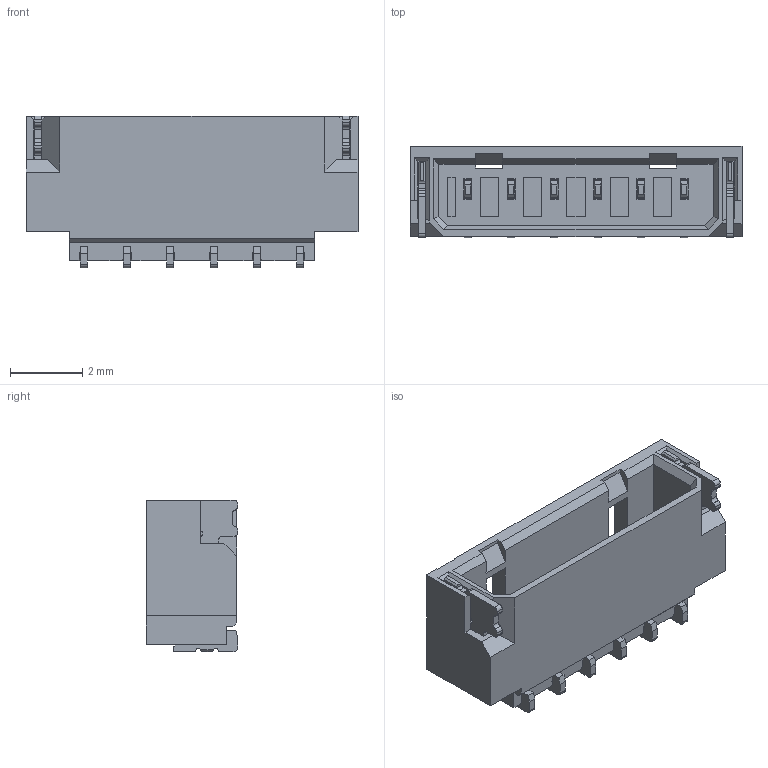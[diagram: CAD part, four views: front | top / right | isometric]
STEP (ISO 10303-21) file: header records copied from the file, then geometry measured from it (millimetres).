
FILE_DESCRIPTION((''),'2;1');
FILE_NAME('10125839-06RAEHLF','2021-04-01T',('KamedaYs'),('FCI'),'CREO PARAMETRIC BY PTC INC, 2016130','CREO PARAMETRIC BY PTC INC, 2016130','');
FILE_SCHEMA(('AUTOMOTIVE_DESIGN { 1 0 10303 214 1 1 1 1 }'));
Length unit declared in the file: millimetre
Products named in the file (1): 10125839-06RAEHLF
Bounding box: 9.2 x 2.53 x 4.2 mm (x, y, z)
Volume: 44.4 mm3; surface area: 274.9 mm2
Topology: 1 solids, 1 shells, 659 faces, 2002 edges, 1316 vertices
Faces by surface type: plane 485, cylinder 174
Entity records: 26373 total; most frequent: ORIENTED_EDGE 4004, CARTESIAN_POINT 3979, DIRECTION 3668, EDGE_CURVE 2002, VECTOR 1654, LINE 1654, VERTEX_POINT 1316, AXIS2_PLACEMENT_3D 1007
